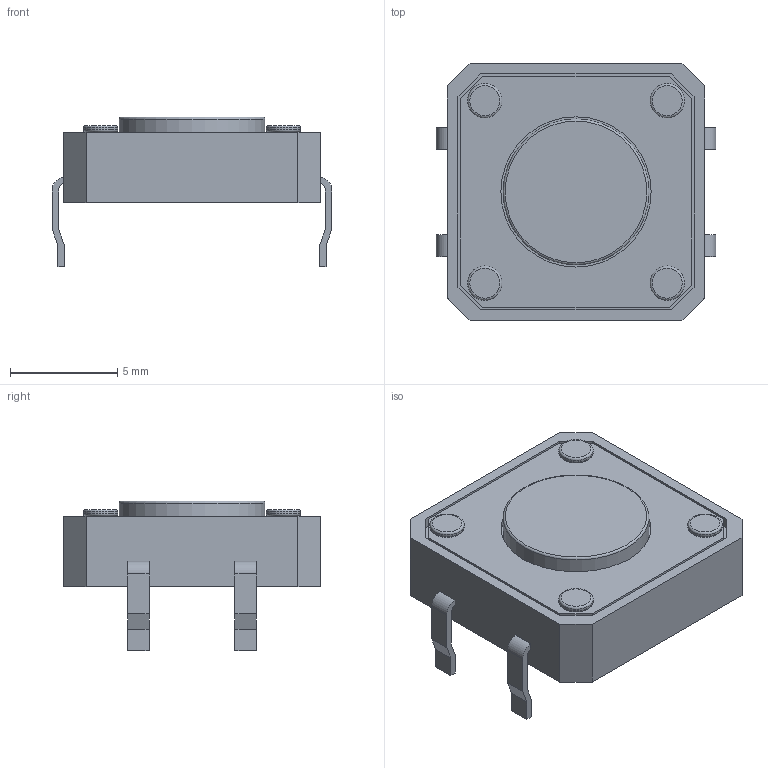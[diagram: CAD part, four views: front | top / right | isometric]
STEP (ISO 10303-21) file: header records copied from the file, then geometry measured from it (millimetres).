
FILE_DESCRIPTION(('FreeCAD Model'),'2;1');
FILE_NAME('pts125_12mm_round.step','2020-01-22T20:26:21',('Author'),(''), 'Open CASCADE STEP processor 7.3','FreeCAD','Unknown');
FILE_SCHEMA(('AUTOMOTIVE_DESIGN { 1 0 10303 214 1 1 1 1 }'));
Length unit declared in the file: millimetre
Products named in the file (6): PinA; PinB; Case; Base; PushFLat; ArrayLocks
Bounding box: 13.02 x 12 x 6.98 mm (x, y, z)
Volume: 474.8 mm3; surface area: 786.5 mm2
Topology: 11 solids, 11 shells, 114 faces, 252 edges, 165 vertices
Faces by surface type: plane 83, cylinder 22, torus 9
Full cylindrical faces by diameter (mm): 0.98 x4, 1 x4, 1.6 x4, 6.8 x1, 7 x1
Entity records: 6606 total; most frequent: CARTESIAN_POINT 1162, DIRECTION 1012, LINE 632, VECTOR 632, ORIENTED_EDGE 504, PCURVE 504, DEFINITIONAL_REPRESENTATION 504, EDGE_CURVE 252
